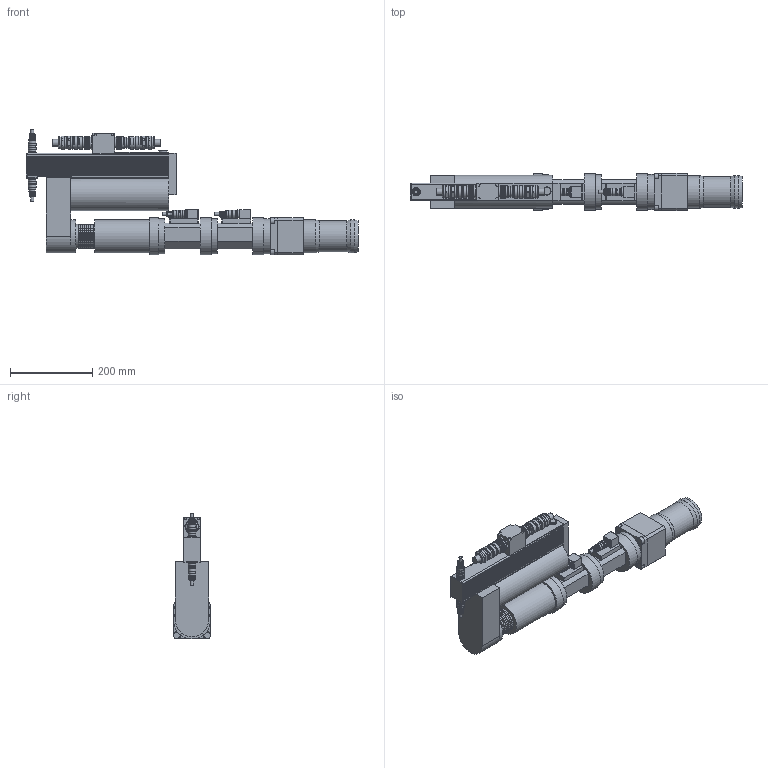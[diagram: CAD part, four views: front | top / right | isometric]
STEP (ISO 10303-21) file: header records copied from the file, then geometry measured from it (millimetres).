
FILE_DESCRIPTION((''),'2;1');
FILE_NAME('947610A4.stp','2011-03-25T13:03:08',('e4c32'),(''),'Autodesk Inventor 11','Autodesk Inventor 11','');
FILE_SCHEMA(('AUTOMOTIVE_DESIGN { 1 0 10303 214 1 1 1 1 }'));
Length unit declared in the file: millimetre
Products named in the file (7): 4K3B-4ZA; 4ZA_IPT_001.ipt_Gerader Abtrieb; 4KXB_IPT_001; 4BUTS-4BXA_IPT_001.ipt_Motorumlenkung und Getriebe; 961089-002_IPT_002.ipt_Stecker gerade; 961104-005_IPT_002.ipt_Stecker gerade; 961104-005_IPT_001.ipt_Stecker gerade
Assembly tree (10 placements, depth 2):
  4K3B-4ZA
    4ZA_IPT_001.ipt_Gerader Abtrieb
    4KXB_IPT_001  x2
    4BUTS-4BXA_IPT_001.ipt_Motorumlenkung und Getriebe
    961089-002_IPT_002.ipt_Stecker gerade  x4
    961104-005_IPT_002.ipt_Stecker gerade
    961104-005_IPT_001.ipt_Stecker gerade
Bounding box: 806.2 x 90 x 305.4 mm (x, y, z)
Volume: 6677866.5 mm3; surface area: 547279.7 mm2
Topology: 10 solids, 10 shells, 1285 faces, 3119 edges, 1971 vertices
Faces by surface type: plane 834, cylinder 287, bspline 98, cone 42, torus 24
Full cylindrical faces by diameter (mm): 8 x4, 13.4 x4, 13.5 x2, 14 x20, 14.2 x4, 15.5 x2, 15.517 x4, 16 x12, 16.5 x2, 17.5 x2, 17.587 x8, 18 x8, 18.7 x8, 20 x5, 22.5 x1, 24 x1, 25.5 x1, 26.4 x1, 27 x1, 27.047 x1, 28 x2, 28.5 x1, 29.5 x3, 29.8 x4, 30 x4, 30.4 x2, 30.5 x3, 30.609 x1, 30.8 x4, 35 x1
Entity records: 32061 total; most frequent: CARTESIAN_POINT 6889, ORIENTED_EDGE 5322, DIRECTION 4818, EDGE_CURVE 2661, VERTEX_POINT 1767, VECTOR 1702, LINE 1702, AXIS2_PLACEMENT_3D 1558
